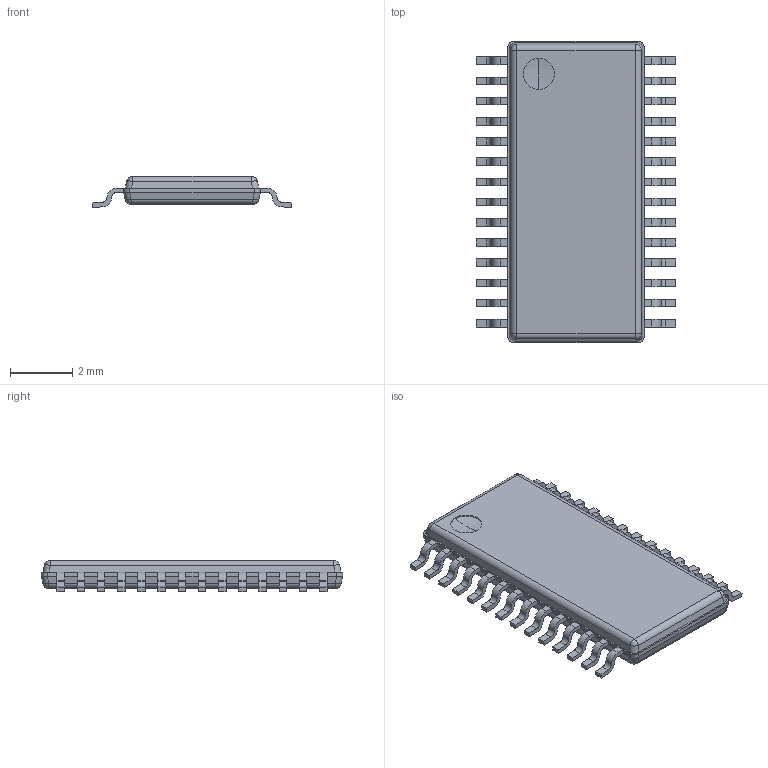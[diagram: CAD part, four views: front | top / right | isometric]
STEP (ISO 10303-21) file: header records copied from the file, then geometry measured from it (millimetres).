
FILE_DESCRIPTION(('FreeCAD Model'),'2;1');
FILE_NAME('TDC1000.stp', '2016-05-20T19:29:19',('Author'),(''), 'Open CASCADE STEP processor 6.8','FreeCAD','Unknown');
FILE_SCHEMA(('AUTOMOTIVE_DESIGN_CC2 { 1 2 10303 214 -1 1 5 4 }'));
Length unit declared in the file: millimetre
Products named in the file (30): ASSEMBLY; LEAD_MTC055; BODY_MTC28; LEAD_MTC28; LEAD_MTC029; LEAD_MTC030; LEAD_MTC031; LEAD_MTC032; LEAD_MTC033; LEAD_MTC034; LEAD_MTC035; LEAD_MTC036; LEAD_MTC037; LEAD_MTC038; LEAD_MTC039; LEAD_MTC040; LEAD_MTC041; LEAD_MTC042; LEAD_MTC043; LEAD_MTC044; LEAD_MTC045; LEAD_MTC046; LEAD_MTC047; LEAD_MTC048; LEAD_MTC049; LEAD_MTC050; LEAD_MTC051; LEAD_MTC052; LEAD_MTC053; LEAD_MTC054
Assembly tree (29 placements, depth 2):
  ASSEMBLY
    LEAD_MTC055
    BODY_MTC28
    LEAD_MTC28
    LEAD_MTC029
    LEAD_MTC030
    LEAD_MTC031
    LEAD_MTC032
    LEAD_MTC033
    LEAD_MTC034
    LEAD_MTC035
    LEAD_MTC036
    LEAD_MTC037
    LEAD_MTC038
    LEAD_MTC039
    LEAD_MTC040
    LEAD_MTC041
    LEAD_MTC042
    LEAD_MTC043
    LEAD_MTC044
    LEAD_MTC045
    LEAD_MTC046
    LEAD_MTC047
    LEAD_MTC048
    LEAD_MTC049
    LEAD_MTC050
    LEAD_MTC051
    LEAD_MTC052
    LEAD_MTC053
    LEAD_MTC054
Bounding box: 6.42 x 9.7 x 1 mm (x, y, z)
Volume: 37.9 mm3; surface area: 132.8 mm2
Topology: 29 solids, 29 shells, 439 faces, 1115 edges, 733 vertices
Faces by surface type: plane 295, cylinder 134, sphere 10
Entity records: 42106 total; most frequent: CARTESIAN_POINT 19834, DIRECTION 3812, LINE 2246, VECTOR 2246, ORIENTED_EDGE 2224, PCURVE 2224, DEFINITIONAL_REPRESENTATION 2224, EDGE_CURVE 1112
